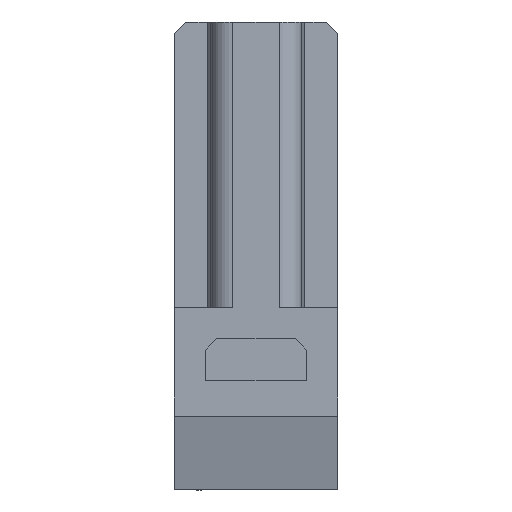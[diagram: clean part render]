
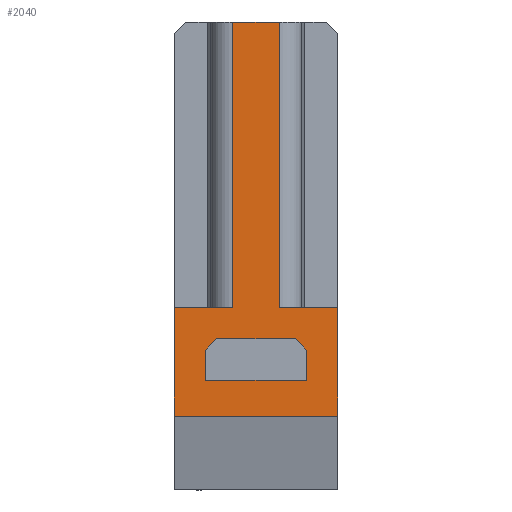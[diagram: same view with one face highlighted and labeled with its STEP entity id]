
A CAD part, front view. The second image highlights one B-rep face of the part: STEP entity #2040.
In plain terms, the highlighted planar face has unit normal (0, -1, 0).
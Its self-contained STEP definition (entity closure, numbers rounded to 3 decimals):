
#1769=FACE_BOUND('',#2977,.T.);
#1770=FACE_BOUND('',#2978,.T.);
#2040=ADVANCED_FACE('',(#1769,#1770),#2290,.T.);
#2290=PLANE('',#9374);
#2977=EDGE_LOOP('',(#4311,#4312,#4313,#4314,#4315,#4316));
#2978=EDGE_LOOP('',(#4317,#4318,#4319,#4320,#4321,#4322,#4323,#4324));
#4311=ORIENTED_EDGE('',*,*,#6117,.T.);
#4312=ORIENTED_EDGE('',*,*,#6120,.F.);
#4313=ORIENTED_EDGE('',*,*,#6110,.T.);
#4314=ORIENTED_EDGE('',*,*,#6121,.T.);
#4315=ORIENTED_EDGE('',*,*,#6122,.T.);
#4316=ORIENTED_EDGE('',*,*,#6123,.T.);
#4317=ORIENTED_EDGE('',*,*,#6124,.T.);
#4318=ORIENTED_EDGE('',*,*,#6125,.T.);
#4319=ORIENTED_EDGE('',*,*,#6100,.F.);
#4320=ORIENTED_EDGE('',*,*,#5978,.T.);
#4321=ORIENTED_EDGE('',*,*,#6126,.F.);
#4322=ORIENTED_EDGE('',*,*,#6127,.T.);
#4323=ORIENTED_EDGE('',*,*,#6128,.T.);
#4324=ORIENTED_EDGE('',*,*,#6129,.F.);
#5218=VERTEX_POINT('',#13184);
#5219=VERTEX_POINT('',#13186);
#5307=VERTEX_POINT('',#13540);
#5311=VERTEX_POINT('',#13551);
#5315=VERTEX_POINT('',#13559);
#5319=VERTEX_POINT('',#13573);
#5320=VERTEX_POINT('',#13575);
#5322=VERTEX_POINT('',#13582);
#5323=VERTEX_POINT('',#13584);
#5324=VERTEX_POINT('',#13587);
#5325=VERTEX_POINT('',#13588);
#5326=VERTEX_POINT('',#13591);
#5327=VERTEX_POINT('',#13593);
#5328=VERTEX_POINT('',#13595);
#5978=EDGE_CURVE('',#5219,#5218,#7497,.T.);
#6100=EDGE_CURVE('',#5219,#5307,#7583,.T.);
#6110=EDGE_CURVE('',#5311,#5315,#7593,.T.);
#6117=EDGE_CURVE('',#5320,#5319,#7600,.T.);
#6120=EDGE_CURVE('',#5311,#5319,#7603,.T.);
#6121=EDGE_CURVE('',#5315,#5322,#7604,.T.);
#6122=EDGE_CURVE('',#5322,#5323,#7605,.T.);
#6123=EDGE_CURVE('',#5323,#5320,#7606,.T.);
#6124=EDGE_CURVE('',#5324,#5325,#7607,.T.);
#6125=EDGE_CURVE('',#5325,#5307,#7608,.T.);
#6126=EDGE_CURVE('',#5326,#5218,#7609,.T.);
#6127=EDGE_CURVE('',#5326,#5327,#7610,.T.);
#6128=EDGE_CURVE('',#5327,#5328,#7611,.T.);
#6129=EDGE_CURVE('',#5324,#5328,#7612,.T.);
#7497=LINE('',#13185,#8281);
#7583=LINE('',#13539,#8367);
#7593=LINE('',#13560,#8377);
#7600=LINE('',#13574,#8384);
#7603=LINE('',#13580,#8387);
#7604=LINE('',#13581,#8388);
#7605=LINE('',#13583,#8389);
#7606=LINE('',#13585,#8390);
#7607=LINE('',#13586,#8391);
#7608=LINE('',#13589,#8392);
#7609=LINE('',#13590,#8393);
#7610=LINE('',#13592,#8394);
#7611=LINE('',#13594,#8395);
#7612=LINE('',#13596,#8396);
#8281=VECTOR('',#10498,1.);
#8367=VECTOR('',#10712,1.);
#8377=VECTOR('',#10726,1.);
#8384=VECTOR('',#10739,1.);
#8387=VECTOR('',#10744,1.);
#8388=VECTOR('',#10745,1.);
#8389=VECTOR('',#10746,1.);
#8390=VECTOR('',#10747,1.);
#8391=VECTOR('',#10748,1.);
#8392=VECTOR('',#10749,1.);
#8393=VECTOR('',#10750,1.);
#8394=VECTOR('',#10751,1.);
#8395=VECTOR('',#10752,1.);
#8396=VECTOR('',#10753,1.);
#9374=AXIS2_PLACEMENT_3D('',#13597,#10754,#10755);
#10498=DIRECTION('',(1.,0.,0.));
#10712=DIRECTION('',(0.,0.,1.));
#10726=DIRECTION('',(0.,0.,1.));
#10739=DIRECTION('',(0.,0.,-1.));
#10744=DIRECTION('',(1.,0.,0.));
#10745=DIRECTION('',(0.707,0.,0.707));
#10746=DIRECTION('',(1.,0.,0.));
#10747=DIRECTION('',(0.707,0.,-0.707));
#10748=DIRECTION('',(0.,0.,-1.));
#10749=DIRECTION('',(-1.,0.,0.));
#10750=DIRECTION('',(0.,0.,-1.));
#10751=DIRECTION('',(-1.,0.,0.));
#10752=DIRECTION('',(0.,0.,1.));
#10753=DIRECTION('',(1.,0.,0.));
#10754=DIRECTION('',(0.,-1.,0.));
#10755=DIRECTION('',(1.,0.,0.));
#13184=CARTESIAN_POINT('',(7.3,-15.15,-3.2));
#13185=CARTESIAN_POINT('',(-7.3,-15.15,-3.2));
#13186=CARTESIAN_POINT('',(-7.3,-15.15,-3.2));
#13539=CARTESIAN_POINT('',(-7.3,-15.15,0.3));
#13540=CARTESIAN_POINT('',(-7.3,-15.15,6.5));
#13551=CARTESIAN_POINT('',(-4.5,-15.15,0.3));
#13559=CARTESIAN_POINT('',(-4.5,-15.15,2.7));
#13560=CARTESIAN_POINT('',(-4.5,-15.15,0.3));
#13573=CARTESIAN_POINT('',(4.5,-15.15,0.3));
#13574=CARTESIAN_POINT('',(4.5,-15.15,2.7));
#13575=CARTESIAN_POINT('',(4.5,-15.15,2.7));
#13580=CARTESIAN_POINT('',(-7.3,-15.15,0.3));
#13581=CARTESIAN_POINT('',(-4.5,-15.15,2.7));
#13582=CARTESIAN_POINT('',(-3.5,-15.15,3.7));
#13583=CARTESIAN_POINT('',(-3.5,-15.15,3.7));
#13584=CARTESIAN_POINT('',(3.5,-15.15,3.7));
#13585=CARTESIAN_POINT('',(3.5,-15.15,3.7));
#13586=CARTESIAN_POINT('',(-2.072,-15.15,32.));
#13587=CARTESIAN_POINT('',(-2.072,-15.15,32.));
#13588=CARTESIAN_POINT('',(-2.072,-15.15,6.5));
#13589=CARTESIAN_POINT('',(-3.624,-15.15,6.5));
#13590=CARTESIAN_POINT('',(7.3,-15.15,0.3));
#13591=CARTESIAN_POINT('',(7.3,-15.15,6.5));
#13592=CARTESIAN_POINT('',(6.409,-15.15,6.5));
#13593=CARTESIAN_POINT('',(2.072,-15.15,6.5));
#13594=CARTESIAN_POINT('',(2.072,-15.15,5.5));
#13595=CARTESIAN_POINT('',(2.072,-15.15,32.));
#13596=CARTESIAN_POINT('',(-2.072,-15.15,32.));
#13597=CARTESIAN_POINT('',(-7.3,-15.15,0.3));
